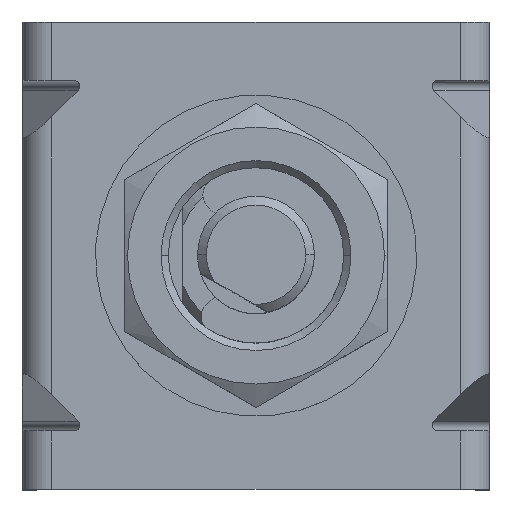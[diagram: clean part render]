
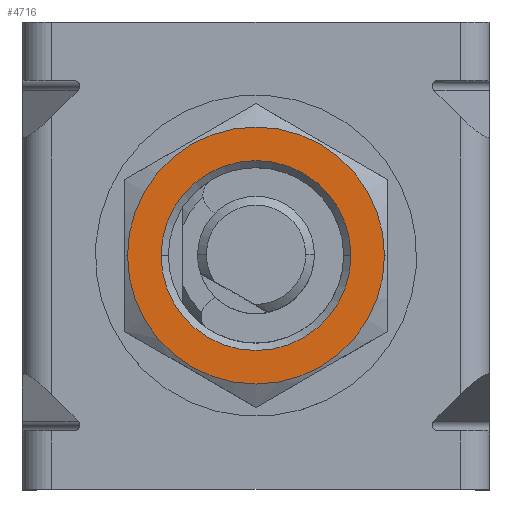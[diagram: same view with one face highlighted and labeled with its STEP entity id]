
A CAD part, top view. The second image highlights one B-rep face of the part: STEP entity #4716.
In plain terms, the highlighted planar face has unit normal (0, 0, 1).
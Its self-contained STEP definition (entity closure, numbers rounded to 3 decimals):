
#373 = ORIENTED_EDGE ( 'NONE', *, *, #3153, .T. ) ;
#1089 = FACE_OUTER_BOUND ( 'NONE', #15918, .T. ) ;
#1157 = AXIS2_PLACEMENT_3D ( 'NONE', #10151, #14023, #15248 ) ;
#1246 = CARTESIAN_POINT ( 'NONE',  ( 0., 0., 2. ) ) ;
#2237 = AXIS2_PLACEMENT_3D ( 'NONE', #12254, #7014, #8310 ) ;
#2635 = CARTESIAN_POINT ( 'NONE',  ( -4.4, 0., 2. ) ) ;
#3153 = EDGE_CURVE ( 'NONE', #3856, #13516, #12909, .T. ) ;
#3856 = VERTEX_POINT ( 'NONE', #14902 ) ;
#3869 = CARTESIAN_POINT ( 'NONE',  ( 0., 0., 2. ) ) ;
#4602 = ORIENTED_EDGE ( 'NONE', *, *, #8374, .T. ) ;
#4716 = ADVANCED_FACE ( 'NONE', ( #1089, #5992 ), #15298, .F. ) ;
#5822 = AXIS2_PLACEMENT_3D ( 'NONE', #1246, #12931, #9131 ) ;
#5992 = FACE_BOUND ( 'NONE', #6195, .T. ) ;
#6195 = EDGE_LOOP ( 'NONE', ( #373, #4602 ) ) ;
#6270 = DIRECTION ( 'NONE',  ( 1., 0., 0. ) ) ;
#6297 = ORIENTED_EDGE ( 'NONE', *, *, #7192, .F. ) ;
#6388 = DIRECTION ( 'NONE',  ( -1., 0., 0. ) ) ;
#7014 = DIRECTION ( 'NONE',  ( 0., 0., -1. ) ) ;
#7192 = EDGE_CURVE ( 'NONE', #9508, #15862, #12203, .T. ) ;
#7758 = AXIS2_PLACEMENT_3D ( 'NONE', #10257, #14026, #6270 ) ;
#7977 = EDGE_CURVE ( 'NONE', #15862, #9508, #10345, .T. ) ;
#8310 = DIRECTION ( 'NONE',  ( -1., 0., 0. ) ) ;
#8374 = EDGE_CURVE ( 'NONE', #13516, #3856, #10745, .T. ) ;
#8493 = ORIENTED_EDGE ( 'NONE', *, *, #7977, .F. ) ;
#9131 = DIRECTION ( 'NONE',  ( 1., 0., 0. ) ) ;
#9508 = VERTEX_POINT ( 'NONE', #16550 ) ;
#10151 = CARTESIAN_POINT ( 'NONE',  ( -4.5, -2.598, 2. ) ) ;
#10211 = AXIS2_PLACEMENT_3D ( 'NONE', #3869, #14142, #6388 ) ;
#10257 = CARTESIAN_POINT ( 'NONE',  ( 0., 0., 2. ) ) ;
#10345 = CIRCLE ( 'NONE', #2237, 4.4 ) ;
#10745 = CIRCLE ( 'NONE', #7758, 3.25 ) ;
#11408 = CARTESIAN_POINT ( 'NONE',  ( -3.25, 0., 2. ) ) ;
#12203 = CIRCLE ( 'NONE', #10211, 4.4 ) ;
#12254 = CARTESIAN_POINT ( 'NONE',  ( 0., 0., 2. ) ) ;
#12909 = CIRCLE ( 'NONE', #5822, 3.25 ) ;
#12931 = DIRECTION ( 'NONE',  ( 0., 0., -1. ) ) ;
#13516 = VERTEX_POINT ( 'NONE', #11408 ) ;
#14023 = DIRECTION ( 'NONE',  ( 0., 0., -1. ) ) ;
#14026 = DIRECTION ( 'NONE',  ( 0., 0., -1. ) ) ;
#14142 = DIRECTION ( 'NONE',  ( 0., 0., -1. ) ) ;
#14902 = CARTESIAN_POINT ( 'NONE',  ( 3.25, 0., 2. ) ) ;
#15248 = DIRECTION ( 'NONE',  ( -1., 0., 0. ) ) ;
#15298 = PLANE ( 'NONE',  #1157 ) ;
#15862 = VERTEX_POINT ( 'NONE', #2635 ) ;
#15918 = EDGE_LOOP ( 'NONE', ( #8493, #6297 ) ) ;
#16550 = CARTESIAN_POINT ( 'NONE',  ( 4.4, 0., 2. ) ) ;
